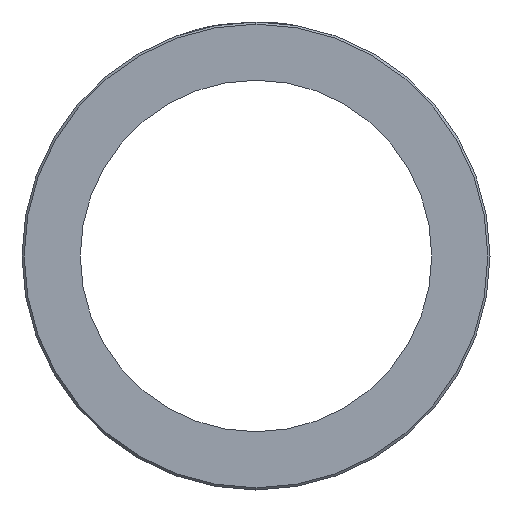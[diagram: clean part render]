
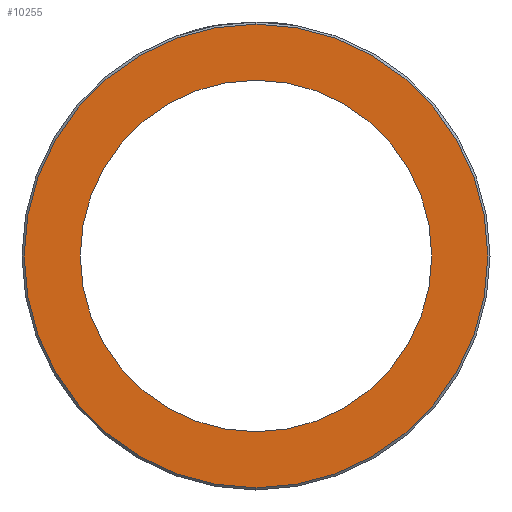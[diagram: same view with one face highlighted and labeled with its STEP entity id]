
A CAD part, left-side view. The second image highlights one B-rep face of the part: STEP entity #10255.
In plain terms, the highlighted planar face has unit normal (-1, 0, 0).
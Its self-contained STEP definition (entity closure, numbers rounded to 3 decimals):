
#12 = CIRCLE ( 'NONE', #11511, 10.55 ) ;
#128 = VERTEX_POINT ( 'NONE', #7041 ) ;
#483 = DIRECTION ( 'NONE',  ( -1., 0., 0. ) ) ;
#1143 = DIRECTION ( 'NONE',  ( 1., 0., 0. ) ) ;
#1187 = CARTESIAN_POINT ( 'NONE',  ( 0., 0., 0. ) ) ;
#1197 = CARTESIAN_POINT ( 'NONE',  ( 0., 10.65, 0. ) ) ;
#1478 = CARTESIAN_POINT ( 'NONE',  ( 0., 0., 10.55 ) ) ;
#1884 = EDGE_CURVE ( 'NONE', #4511, #5552, #9025, .T. ) ;
#3235 = DIRECTION ( 'NONE',  ( -1., 0., 0. ) ) ;
#3840 = CIRCLE ( 'NONE', #10251, 10.55 ) ;
#4214 = VERTEX_POINT ( 'NONE', #1478 ) ;
#4425 = DIRECTION ( 'NONE',  ( 0., 0., -1. ) ) ;
#4448 = DIRECTION ( 'NONE',  ( -1., 0., 0. ) ) ;
#4511 = VERTEX_POINT ( 'NONE', #8841 ) ;
#4646 = FACE_BOUND ( 'NONE', #11043, .T. ) ;
#4801 = AXIS2_PLACEMENT_3D ( 'NONE', #5995, #483, #9452 ) ;
#5552 = VERTEX_POINT ( 'NONE', #12263 ) ;
#5595 = DIRECTION ( 'NONE',  ( 0., 0., 1. ) ) ;
#5722 = DIRECTION ( 'NONE',  ( 0., 0., -1. ) ) ;
#5995 = CARTESIAN_POINT ( 'NONE',  ( 0., 0., 0. ) ) ;
#6425 = EDGE_CURVE ( 'NONE', #5552, #4511, #12813, .T. ) ;
#6568 = FACE_OUTER_BOUND ( 'NONE', #13309, .T. ) ;
#6686 = ORIENTED_EDGE ( 'NONE', *, *, #13977, .T. ) ;
#7041 = CARTESIAN_POINT ( 'NONE',  ( 0., 0., -10.55 ) ) ;
#7519 = AXIS2_PLACEMENT_3D ( 'NONE', #11287, #12335, #5595 ) ;
#7648 = EDGE_CURVE ( 'NONE', #4214, #128, #3840, .T. ) ;
#8841 = CARTESIAN_POINT ( 'NONE',  ( 0., 0., 8. ) ) ;
#8983 = ORIENTED_EDGE ( 'NONE', *, *, #7648, .T. ) ;
#9025 = CIRCLE ( 'NONE', #7519, 8. ) ;
#9452 = DIRECTION ( 'NONE',  ( 0., 0., 1. ) ) ;
#9494 = ORIENTED_EDGE ( 'NONE', *, *, #1884, .F. ) ;
#9977 = CARTESIAN_POINT ( 'NONE',  ( 0., 0., 0. ) ) ;
#10251 = AXIS2_PLACEMENT_3D ( 'NONE', #9977, #3235, #4425 ) ;
#10255 = ADVANCED_FACE ( 'NONE', ( #6568, #4646 ), #14564, .F. ) ;
#11043 = EDGE_LOOP ( 'NONE', ( #9494, #11721 ) ) ;
#11287 = CARTESIAN_POINT ( 'NONE',  ( 0., 0., 0. ) ) ;
#11511 = AXIS2_PLACEMENT_3D ( 'NONE', #1187, #4448, #12355 ) ;
#11721 = ORIENTED_EDGE ( 'NONE', *, *, #6425, .F. ) ;
#12245 = AXIS2_PLACEMENT_3D ( 'NONE', #1197, #1143, #5722 ) ;
#12263 = CARTESIAN_POINT ( 'NONE',  ( 0., 0., -8. ) ) ;
#12335 = DIRECTION ( 'NONE',  ( -1., 0., 0. ) ) ;
#12355 = DIRECTION ( 'NONE',  ( 0., 0., -1. ) ) ;
#12813 = CIRCLE ( 'NONE', #4801, 8. ) ;
#13309 = EDGE_LOOP ( 'NONE', ( #6686, #8983 ) ) ;
#13977 = EDGE_CURVE ( 'NONE', #128, #4214, #12, .T. ) ;
#14564 = PLANE ( 'NONE',  #12245 ) ;
